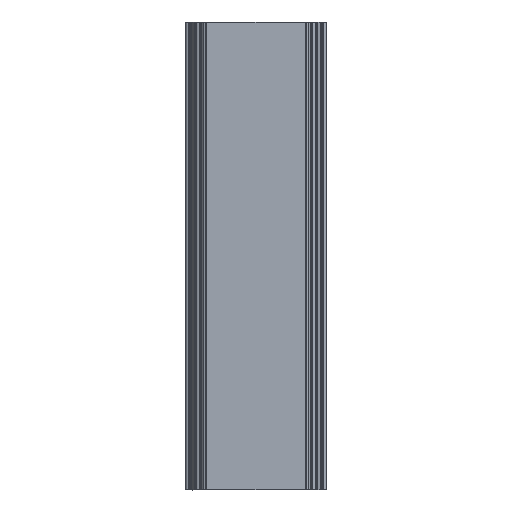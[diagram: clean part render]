
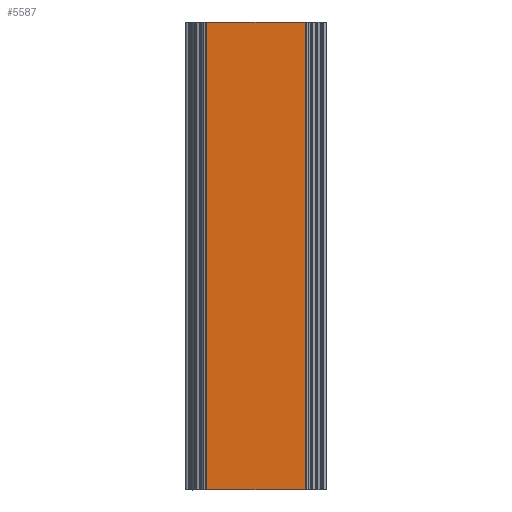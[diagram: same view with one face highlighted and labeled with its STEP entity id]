
A CAD part, top view. The second image highlights one B-rep face of the part: STEP entity #5587.
In plain terms, the highlighted planar face has unit normal (0, 0, 1).
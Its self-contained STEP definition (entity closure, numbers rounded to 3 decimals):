
#259 = DIRECTION ( 'NONE',  ( 1., 0., 0. ) ) ;
#1275 = ORIENTED_EDGE ( 'NONE', *, *, #4989, .T. ) ;
#1321 = FACE_OUTER_BOUND ( 'NONE', #6061, .T. ) ;
#1386 = CARTESIAN_POINT ( 'NONE',  ( 23.724, 0., -27.9 ) ) ;
#1739 = EDGE_CURVE ( 'NONE', #5086, #3861, #3910, .T. ) ;
#1792 = LINE ( 'NONE', #4591, #5996 ) ;
#1831 = ORIENTED_EDGE ( 'NONE', *, *, #3838, .T. ) ;
#2115 = DIRECTION ( 'NONE',  ( 0., 1., 0. ) ) ;
#2171 = ORIENTED_EDGE ( 'NONE', *, *, #1739, .T. ) ;
#2304 = DIRECTION ( 'NONE',  ( -1., 0., 0. ) ) ;
#2357 = VERTEX_POINT ( 'NONE', #6044 ) ;
#2465 = LINE ( 'NONE', #1386, #6001 ) ;
#3042 = CARTESIAN_POINT ( 'NONE',  ( -23.724, 0., -27.9 ) ) ;
#3411 = CARTESIAN_POINT ( 'NONE',  ( -23.724, 200., -27.9 ) ) ;
#3469 = CARTESIAN_POINT ( 'NONE',  ( -23.724, 0., -27.9 ) ) ;
#3838 = EDGE_CURVE ( 'NONE', #4759, #2357, #4013, .T. ) ;
#3861 = VERTEX_POINT ( 'NONE', #6804 ) ;
#3910 = LINE ( 'NONE', #3411, #6011 ) ;
#4002 = DIRECTION ( 'NONE',  ( 0., -1., 0. ) ) ;
#4013 = LINE ( 'NONE', #3042, #4095 ) ;
#4094 = AXIS2_PLACEMENT_3D ( 'NONE', #3469, #5647, #259 ) ;
#4095 = VECTOR ( 'NONE', #5732, 1000. ) ;
#4591 = CARTESIAN_POINT ( 'NONE',  ( -23.724, 0., -27.9 ) ) ;
#4631 = PLANE ( 'NONE',  #4094 ) ;
#4759 = VERTEX_POINT ( 'NONE', #4955 ) ;
#4813 = EDGE_CURVE ( 'NONE', #2357, #5086, #2465, .T. ) ;
#4955 = CARTESIAN_POINT ( 'NONE',  ( -23.724, 0., -27.9 ) ) ;
#4989 = EDGE_CURVE ( 'NONE', #3861, #4759, #1792, .T. ) ;
#5086 = VERTEX_POINT ( 'NONE', #6222 ) ;
#5587 = ADVANCED_FACE ( 'NONE', ( #1321 ), #4631, .T. ) ;
#5647 = DIRECTION ( 'NONE',  ( 0., 0., 1. ) ) ;
#5732 = DIRECTION ( 'NONE',  ( 1., 0., 0. ) ) ;
#5996 = VECTOR ( 'NONE', #4002, 1000. ) ;
#6001 = VECTOR ( 'NONE', #2115, 1000. ) ;
#6011 = VECTOR ( 'NONE', #2304, 1000. ) ;
#6044 = CARTESIAN_POINT ( 'NONE',  ( 23.724, 0., -27.9 ) ) ;
#6061 = EDGE_LOOP ( 'NONE', ( #1831, #6786, #2171, #1275 ) ) ;
#6222 = CARTESIAN_POINT ( 'NONE',  ( 23.724, 200., -27.9 ) ) ;
#6786 = ORIENTED_EDGE ( 'NONE', *, *, #4813, .T. ) ;
#6804 = CARTESIAN_POINT ( 'NONE',  ( -23.724, 200., -27.9 ) ) ;
